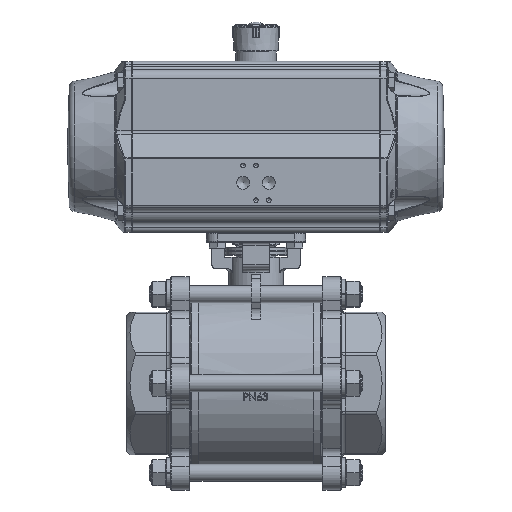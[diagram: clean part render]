
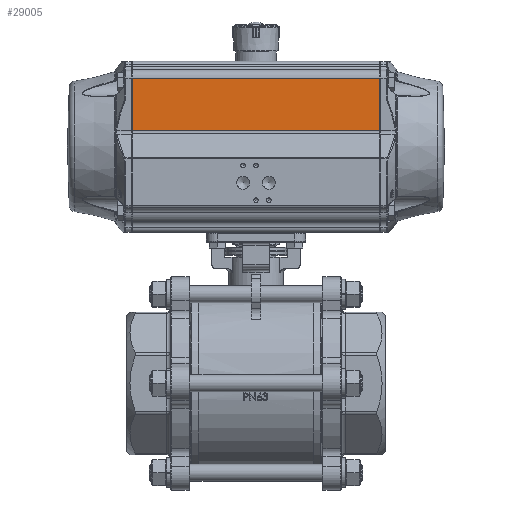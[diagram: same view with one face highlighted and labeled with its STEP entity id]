
A CAD part, top view. The second image highlights one B-rep face of the part: STEP entity #29005.
In plain terms, the highlighted face is planar.
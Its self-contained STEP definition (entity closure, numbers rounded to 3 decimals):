
#3128=LINE('',#85586,#4765);
#3185=LINE('',#85774,#4822);
#3254=LINE('',#85972,#4891);
#3255=LINE('',#85974,#4892);
#4765=VECTOR('',#37090,1000.);
#4822=VECTOR('',#37281,1000.);
#4891=VECTOR('',#37502,1000.);
#4892=VECTOR('',#37505,1000.);
#5895=PLANE('',#31622);
#11486=ORIENTED_EDGE('',*,*,#17396,.F.);
#11487=ORIENTED_EDGE('',*,*,#17296,.T.);
#11488=ORIENTED_EDGE('',*,*,#17397,.T.);
#11489=ORIENTED_EDGE('',*,*,#17203,.T.);
#17203=EDGE_CURVE('',#20616,#20612,#3128,.T.);
#17296=EDGE_CURVE('',#20677,#20681,#3185,.T.);
#17396=EDGE_CURVE('',#20677,#20612,#3254,.T.);
#17397=EDGE_CURVE('',#20681,#20616,#3255,.T.);
#20612=VERTEX_POINT('',#85571);
#20616=VERTEX_POINT('',#85583);
#20677=VERTEX_POINT('',#85761);
#20681=VERTEX_POINT('',#85773);
#24397=EDGE_LOOP('',(#11486,#11487,#11488,#11489));
#26558=FACE_BOUND('',#24397,.T.);
#29005=ADVANCED_FACE('',(#26558),#5895,.F.);
#31622=AXIS2_PLACEMENT_3D('',#85973,#37503,#37504);
#37090=DIRECTION('',(0.,-1.,0.));
#37281=DIRECTION('',(0.,1.,0.));
#37502=DIRECTION('',(0.,0.,-1.));
#37503=DIRECTION('',(1.,0.,0.));
#37504=DIRECTION('',(0.,1.,0.));
#37505=DIRECTION('',(0.,0.,-1.));
#85571=CARTESIAN_POINT('',(-71.,14.69,-115.));
#85583=CARTESIAN_POINT('',(-71.,63.1,-115.));
#85586=CARTESIAN_POINT('',(-71.,63.1,-115.));
#85761=CARTESIAN_POINT('',(-71.,14.69,115.));
#85773=CARTESIAN_POINT('',(-71.,63.1,115.));
#85774=CARTESIAN_POINT('',(-71.,63.1,115.));
#85972=CARTESIAN_POINT('',(-71.,14.69,115.5));
#85973=CARTESIAN_POINT('',(-71.,63.1,115.5));
#85974=CARTESIAN_POINT('',(-71.,63.1,115.5));
